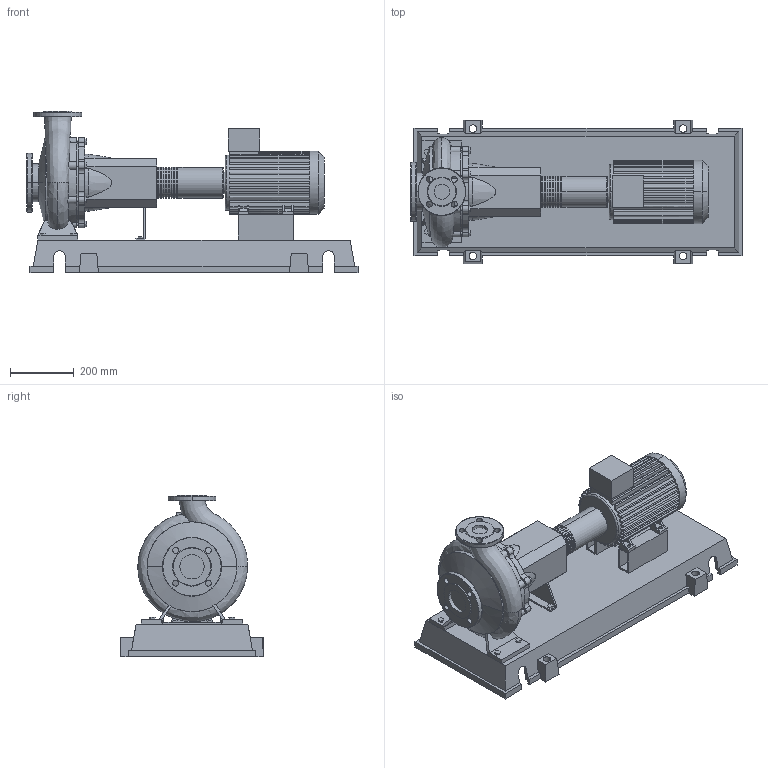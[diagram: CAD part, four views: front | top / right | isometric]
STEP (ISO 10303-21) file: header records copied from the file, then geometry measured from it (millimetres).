
FILE_DESCRIPTION((''),'2;1');
FILE_NAME('3d_NL40_250-2.2-4-12-4109001.stp','2015-03-03T07:08:01',(''),(''),'Mechanical Desktop 2009','Mechanical Desktop 2009',', , ');
FILE_SCHEMA(('CONFIG_CONTROL_DESIGN'));
Length unit declared in the file: millimetre
Products named in the file (1): Product
Bounding box: 1042.5 x 450 x 508 mm (x, y, z)
Volume: 34554987.5 mm3; surface area: 2831971.1 mm2
Topology: 13 solids, 13 shells, 853 faces, 2250 edges, 1479 vertices
Faces by surface type: plane 435, bspline 205, cylinder 197, cone 10, torus 6
Entity records: 30996 total; most frequent: CARTESIAN_POINT 9969, ORIENTED_EDGE 4502, DIRECTION 4105, EDGE_CURVE 2251, VERTEX_POINT 1478, VECTOR 1455, LINE 1455, AXIS2_PLACEMENT_3D 1325
